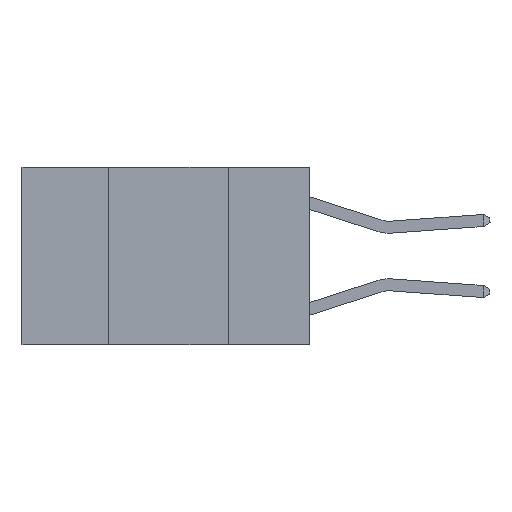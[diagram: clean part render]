
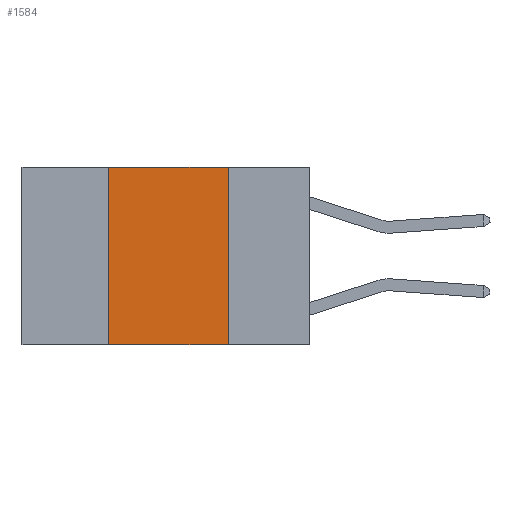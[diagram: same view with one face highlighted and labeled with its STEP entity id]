
A CAD part, left-side view. The second image highlights one B-rep face of the part: STEP entity #1584.
In plain terms, the highlighted planar face has unit normal (-1, 0, 0).
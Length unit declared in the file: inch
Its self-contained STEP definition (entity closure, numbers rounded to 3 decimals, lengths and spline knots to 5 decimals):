
#515 = VECTOR ( 'NONE', #13155, 39.37008 ) ;
#1003 = VECTOR ( 'NONE', #4238, 39.37008 ) ;
#1584 = ADVANCED_FACE ( 'NONE', ( #14510 ), #15575, .F. ) ;
#2355 = CARTESIAN_POINT ( 'NONE',  ( 0., 0.42, 0. ) ) ;
#3389 = VECTOR ( 'NONE', #4934, 39.37008 ) ;
#3582 = CARTESIAN_POINT ( 'NONE',  ( 0., 0.17, -0.37 ) ) ;
#3871 = ORIENTED_EDGE ( 'NONE', *, *, #15432, .F. ) ;
#4040 = VECTOR ( 'NONE', #14346, 39.37008 ) ;
#4238 = DIRECTION ( 'NONE',  ( 0., 0., 1. ) ) ;
#4528 = DIRECTION ( 'NONE',  ( 0., 0., -1. ) ) ;
#4728 = VERTEX_POINT ( 'NONE', #5537 ) ;
#4884 = LINE ( 'NONE', #9267, #1003 ) ;
#4934 = DIRECTION ( 'NONE',  ( 0., 0., -1. ) ) ;
#5537 = CARTESIAN_POINT ( 'NONE',  ( 0., 0.42, -0.37 ) ) ;
#5608 = CARTESIAN_POINT ( 'NONE',  ( 0., 0.6, -0.37 ) ) ;
#6753 = CARTESIAN_POINT ( 'NONE',  ( 0., 0.17, 0. ) ) ;
#6768 = ORIENTED_EDGE ( 'NONE', *, *, #12521, .F. ) ;
#6956 = LINE ( 'NONE', #9953, #3389 ) ;
#7493 = LINE ( 'NONE', #13091, #4040 ) ;
#9267 = CARTESIAN_POINT ( 'NONE',  ( 0., 0.42, 0. ) ) ;
#9705 = VERTEX_POINT ( 'NONE', #3582 ) ;
#9953 = CARTESIAN_POINT ( 'NONE',  ( 0., 0.17, 0. ) ) ;
#9969 = VERTEX_POINT ( 'NONE', #2355 ) ;
#10836 = CARTESIAN_POINT ( 'NONE',  ( 0., 0.6, 0. ) ) ;
#10860 = ORIENTED_EDGE ( 'NONE', *, *, #13706, .T. ) ;
#11557 = AXIS2_PLACEMENT_3D ( 'NONE', #10836, #12104, #4528 ) ;
#11876 = EDGE_LOOP ( 'NONE', ( #6768, #3871, #14769, #10860 ) ) ;
#12104 = DIRECTION ( 'NONE',  ( 1., 0., 0. ) ) ;
#12521 = EDGE_CURVE ( 'NONE', #16389, #9705, #6956, .T. ) ;
#13091 = CARTESIAN_POINT ( 'NONE',  ( 0., 0.6, 0. ) ) ;
#13155 = DIRECTION ( 'NONE',  ( 0., -1., 0. ) ) ;
#13680 = EDGE_CURVE ( 'NONE', #4728, #9969, #4884, .T. ) ;
#13706 = EDGE_CURVE ( 'NONE', #4728, #9705, #14527, .T. ) ;
#14346 = DIRECTION ( 'NONE',  ( 0., -1., 0. ) ) ;
#14510 = FACE_OUTER_BOUND ( 'NONE', #11876, .T. ) ;
#14527 = LINE ( 'NONE', #5608, #515 ) ;
#14769 = ORIENTED_EDGE ( 'NONE', *, *, #13680, .F. ) ;
#15432 = EDGE_CURVE ( 'NONE', #9969, #16389, #7493, .T. ) ;
#15575 = PLANE ( 'NONE',  #11557 ) ;
#16389 = VERTEX_POINT ( 'NONE', #6753 ) ;
